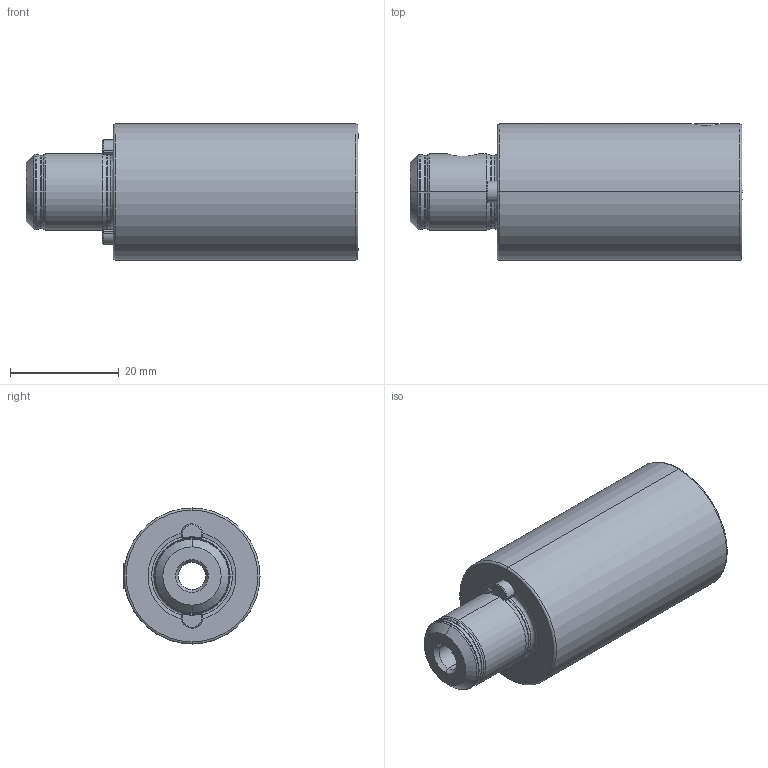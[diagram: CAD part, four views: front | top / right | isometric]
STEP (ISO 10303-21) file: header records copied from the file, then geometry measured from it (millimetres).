
FILE_DESCRIPTION (( 'STEP AP203' ), '1' );
FILE_NAME ('ST2-ST2.K01.045.STEP', '2016-02-12T10:50:10', ( 'SWIAdmin' ), ( 'Hewlett-Packard Company' ), 'SwSTEP 2.0', 'SolidWorks 2015', '' );
FILE_SCHEMA (( 'CONFIG_CONTROL_DESIGN' ));
Length unit declared in the file: millimetre
Products named in the file (4): ST2-ER2.001.006_A; ST2-ST2.K01.045; ST2-ST2.K01.045_A; ST2-ER1.001.006_A
Assembly tree (4 placements, depth 2):
  ST2-ST2.K01.045
    ST2-ST2.K01.045_A
    ST2-ER1.001.006_A
    ST2-ER2.001.006_A  x2
Bounding box: 61 x 25 x 25 mm (x, y, z)
Volume: 20798.6 mm3; surface area: 6988.5 mm2
Topology: 4 solids, 4 shells, 146 faces, 338 edges, 196 vertices
Faces by surface type: cone 46, cylinder 43, torus 27, plane 26, bspline 4
Entity records: 4546 total; most frequent: CARTESIAN_POINT 1276, DIRECTION 638, ORIENTED_EDGE 572, EDGE_CURVE 286, AXIS2_PLACEMENT_3D 269, VERTEX_POINT 169, CIRCLE 141, EDGE_LOOP 133
